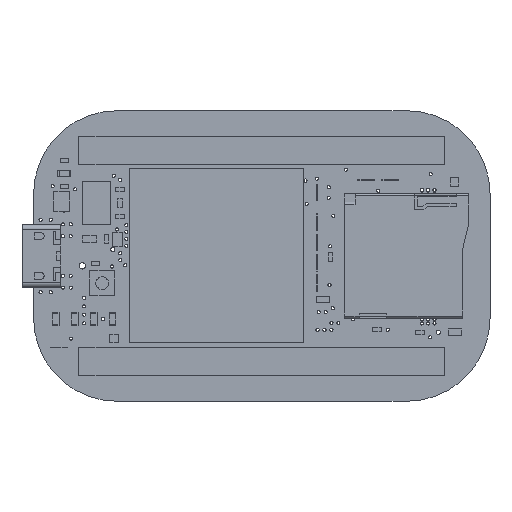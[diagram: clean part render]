
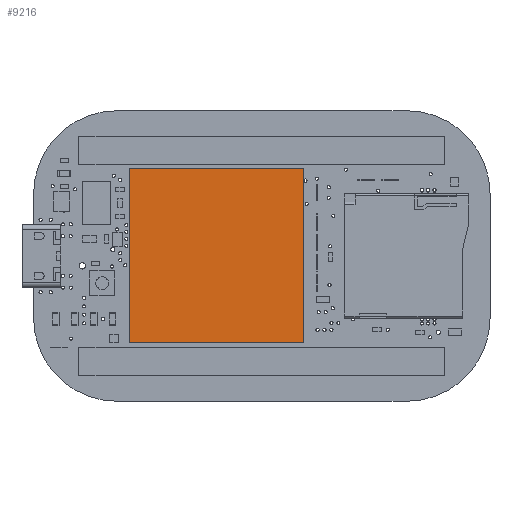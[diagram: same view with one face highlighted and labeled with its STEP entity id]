
A CAD part, top view. The second image highlights one B-rep face of the part: STEP entity #9216.
In plain terms, the highlighted planar face has unit normal (0, 0, 1).
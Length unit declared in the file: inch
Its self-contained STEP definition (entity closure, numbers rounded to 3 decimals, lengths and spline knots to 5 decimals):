
#477=LINE('',#14993,#1000);
#480=LINE('',#14999,#1003);
#483=LINE('',#15005,#1006);
#486=LINE('',#15009,#1009);
#1000=VECTOR('',#12518,0.3937);
#1003=VECTOR('',#12523,0.3937);
#1006=VECTOR('',#12528,0.3937);
#1009=VECTOR('',#12533,0.3937);
#1449=PLANE('',#10443);
#2646=FACE_OUTER_BOUND('',#3856,.T.);
#3856=EDGE_LOOP('',(#7800,#7801,#7802,#7803));
#5151=VERTEX_POINT('',#14990);
#5152=VERTEX_POINT('',#14992);
#5154=VERTEX_POINT('',#14998);
#5156=VERTEX_POINT('',#15004);
#6075=EDGE_CURVE('',#5152,#5151,#477,.T.);
#6078=EDGE_CURVE('',#5154,#5152,#480,.T.);
#6081=EDGE_CURVE('',#5156,#5154,#483,.T.);
#6084=EDGE_CURVE('',#5151,#5156,#486,.T.);
#7800=ORIENTED_EDGE('',*,*,#6084,.T.);
#7801=ORIENTED_EDGE('',*,*,#6081,.T.);
#7802=ORIENTED_EDGE('',*,*,#6078,.T.);
#7803=ORIENTED_EDGE('',*,*,#6075,.T.);
#9216=ADVANCED_FACE('',(#2646),#1449,.T.);
#10443=AXIS2_PLACEMENT_3D('',#15010,#12534,#12535);
#12518=DIRECTION('',(0.,-1.,0.));
#12523=DIRECTION('',(-1.,0.,0.));
#12528=DIRECTION('',(0.,1.,0.));
#12533=DIRECTION('',(1.,0.,0.));
#12534=DIRECTION('center_axis',(0.,0.,1.));
#12535=DIRECTION('ref_axis',(1.,0.,0.));
#14990=CARTESIAN_POINT('',(-0.62764,-0.41079,0.115));
#14992=CARTESIAN_POINT('',(-0.62764,0.41598,0.115));
#14993=CARTESIAN_POINT('',(-0.62764,0.41598,0.115));
#14998=CARTESIAN_POINT('',(0.19913,0.41598,0.115));
#14999=CARTESIAN_POINT('',(0.19913,0.41598,0.115));
#15004=CARTESIAN_POINT('',(0.19913,-0.41079,0.115));
#15005=CARTESIAN_POINT('',(0.19913,-0.41079,0.115));
#15009=CARTESIAN_POINT('',(-0.62764,-0.41079,0.115));
#15010=CARTESIAN_POINT('Origin',(-0.21425,0.0026,
0.115));
